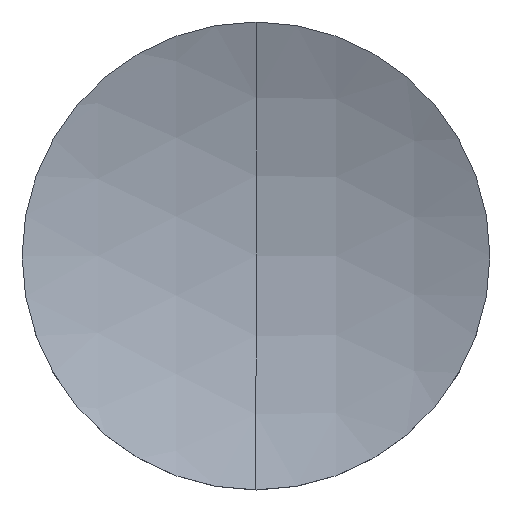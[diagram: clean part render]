
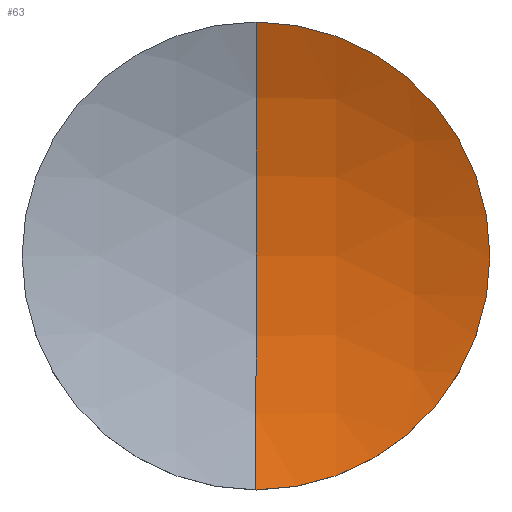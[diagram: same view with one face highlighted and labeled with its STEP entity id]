
A CAD part, top view. The second image highlights one B-rep face of the part: STEP entity #63.
In plain terms, the highlighted spherical face has radius 32.621 mm.
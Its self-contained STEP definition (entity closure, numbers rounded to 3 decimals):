
#2 = EDGE_CURVE ( 'NONE', #57, #4, #32, .T. ) ;
#4 = VERTEX_POINT ( 'NONE', #97 ) ;
#13 = DIRECTION ( 'NONE',  ( 0., 0., 1. ) ) ;
#29 = DIRECTION ( 'NONE',  ( 0., -1., 0. ) ) ;
#30 = CARTESIAN_POINT ( 'NONE',  ( 0., 0., 4.574 ) ) ;
#31 = AXIS2_PLACEMENT_3D ( 'NONE', #30, #13, #29 ) ;
#32 = CIRCLE ( 'NONE', #31, 12.7 ) ;
#52 = ORIENTED_EDGE ( 'NONE', *, *, #53, .T. ) ;
#53 = EDGE_CURVE ( 'NONE', #65, #57, #199, .T. ) ;
#57 = VERTEX_POINT ( 'NONE', #156 ) ;
#63 = ADVANCED_FACE ( 'NONE', ( #158 ), #157, .F. ) ;
#64 = EDGE_LOOP ( 'NONE', ( #66, #52, #68 ) ) ;
#65 = VERTEX_POINT ( 'NONE', #190 ) ;
#66 = ORIENTED_EDGE ( 'NONE', *, *, #67, .F. ) ;
#67 = EDGE_CURVE ( 'NONE', #65, #4, #184, .T. ) ;
#68 = ORIENTED_EDGE ( 'NONE', *, *, #2, .T. ) ;
#97 = CARTESIAN_POINT ( 'NONE',  ( 0., 12.7, 4.574 ) ) ;
#129 = DIRECTION ( 'NONE',  ( -1., 0., 0. ) ) ;
#130 = CARTESIAN_POINT ( 'NONE',  ( 0., 0., 34.621 ) ) ;
#156 = CARTESIAN_POINT ( 'NONE',  ( 0., -12.7, 4.574 ) ) ;
#157 = SPHERICAL_SURFACE ( 'NONE', #189, 32.621 ) ;
#158 = FACE_OUTER_BOUND ( 'NONE', #64, .T. ) ;
#181 = DIRECTION ( 'NONE',  ( 0., -1., 0. ) ) ;
#182 = DIRECTION ( 'NONE',  ( 0., 0., -1. ) ) ;
#183 = AXIS2_PLACEMENT_3D ( 'NONE', #191, #192, #182 ) ;
#184 = CIRCLE ( 'NONE', #183, 32.621 ) ;
#188 = CARTESIAN_POINT ( 'NONE',  ( 0., 0., 34.621 ) ) ;
#189 = AXIS2_PLACEMENT_3D ( 'NONE', #188, #194, #193 ) ;
#190 = CARTESIAN_POINT ( 'NONE',  ( 0., 0., 2. ) ) ;
#191 = CARTESIAN_POINT ( 'NONE',  ( 0., 0., 34.621 ) ) ;
#192 = DIRECTION ( 'NONE',  ( 1., 0., 0. ) ) ;
#193 = DIRECTION ( 'NONE',  ( 0., 1., 0. ) ) ;
#194 = DIRECTION ( 'NONE',  ( -1., 0., 0. ) ) ;
#199 = CIRCLE ( 'NONE', #200, 32.621 ) ;
#200 = AXIS2_PLACEMENT_3D ( 'NONE', #130, #129, #181 ) ;
